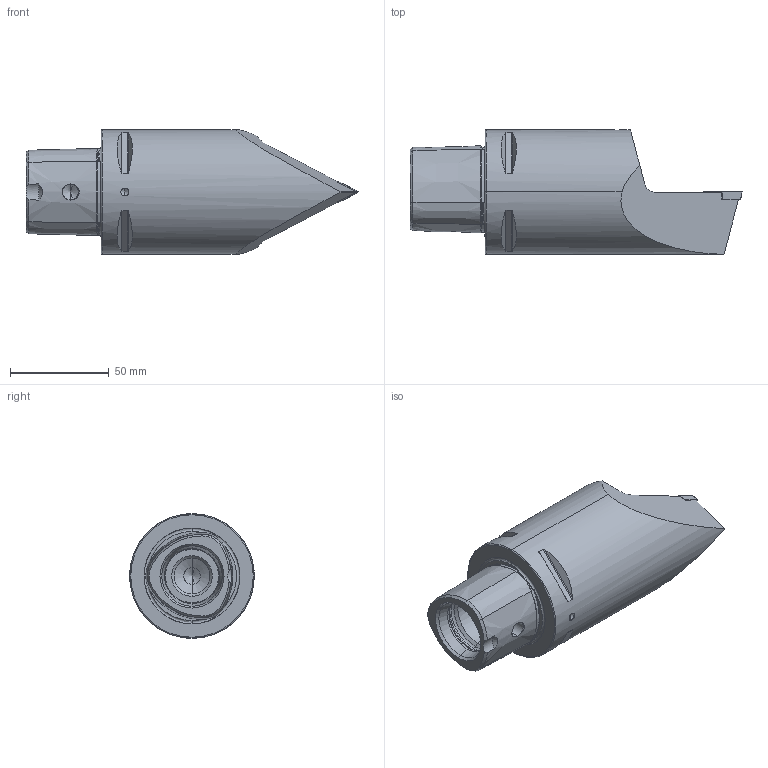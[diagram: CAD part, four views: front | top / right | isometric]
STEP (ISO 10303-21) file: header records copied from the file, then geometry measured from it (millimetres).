
FILE_DESCRIPTION (( 'STEP AP203' ), '1' );
FILE_NAME ('PS6-KDB.NNA.130.STEP', '2012-04-16T08:51:58', ( 'SwiAdmin' ), ( '' ), 'SwSTEP 2.0', 'SolidWorks 2012', '' );
FILE_SCHEMA (( 'CONFIG_CONTROL_DESIGN' ));
Length unit declared in the file: millimetre
Products named in the file (5): WCB-ER2.001.009_A; DCMT11T304; PS6-KDB.NNA.130_A; PS6-KDB.NNA.130; KVT_MB_600_060
Assembly tree (4 placements, depth 2):
  PS6-KDB.NNA.130
    PS6-KDB.NNA.130_A
    DCMT11T304
    WCB-ER2.001.009_A
    KVT_MB_600_060
Bounding box: 168.01 x 63 x 63 mm (x, y, z)
Volume: 299428.5 mm3; surface area: 37906.4 mm2
Topology: 5 solids, 5 shells, 267 faces, 643 edges, 380 vertices
Faces by surface type: cone 95, cylinder 66, plane 52, torus 34, bspline 16, sphere 4
Entity records: 9133 total; most frequent: CARTESIAN_POINT 2747, ORIENTED_EDGE 1248, DIRECTION 1214, EDGE_CURVE 624, AXIS2_PLACEMENT_3D 494, VERTEX_POINT 377, EDGE_LOOP 285, FACE_OUTER_BOUND 267
